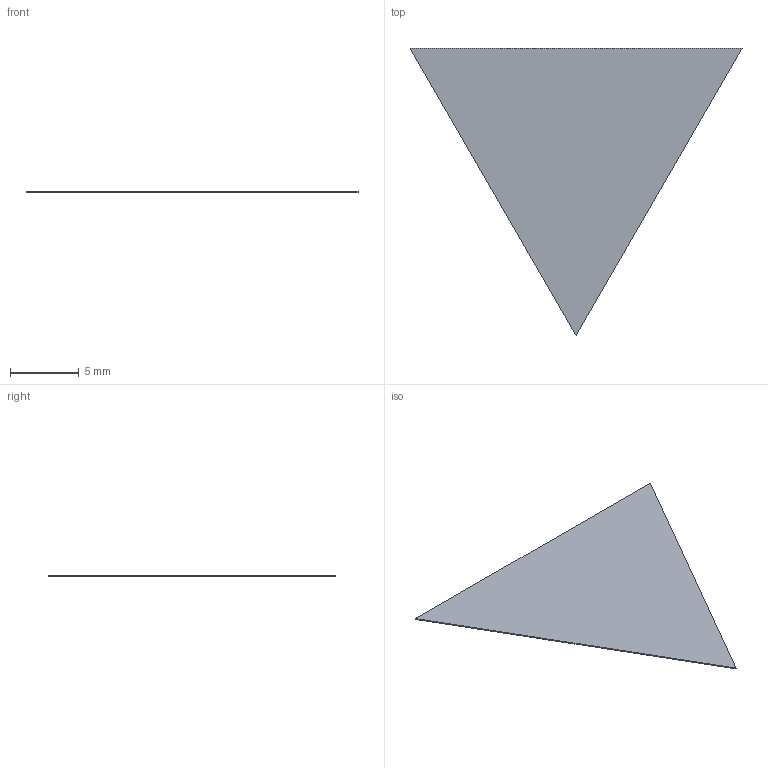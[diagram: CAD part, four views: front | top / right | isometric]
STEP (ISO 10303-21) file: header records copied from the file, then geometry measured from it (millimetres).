
FILE_DESCRIPTION(/* description */ ('STEP AP242','CAx-IF Rec.Pracs.---Representation and Presentation of Product Manufacturing Information (PMI)---4.0---2014-10-13','CAx-IF Rec.Pracs.---3D Tessellated Geometry---0.4---2014-09-14','2;1'),/* implementation_level */ '2;1');
FILE_NAME(/* name */ '6892292bf3cca767a1a12ddb',/* time_stamp */ '2025-08-05T15:54:19Z',/* author */ (''),/* organization */ (''),/* preprocessor_version */ 'ST-DEVELOPER v20',/* originating_system */ 'ONSHAPE BY PTC INC, 1.201',/* authorisation */ ' ');
FILE_SCHEMA (('AP242_MANAGED_MODEL_BASED_3D_ENGINEERING_MIM_LF { 1 0 10303 442 1 1 4 }'));
Length unit declared in the file: metre
Products named in the file (2): Assembly 1; Part 2
Assembly tree (1 placements, depth 2):
  Assembly 1
    Part 2
Bounding box: 24.22 x 20.98 x 0.08 mm (x, y, z)
Volume: 19.4 mm3; surface area: 513.6 mm2
Topology: 1 solids, 1 shells, 5 faces, 9 edges, 6 vertices
Faces by surface type: plane 5
Entity records: 164 total; most frequent: DIRECTION 23, CARTESIAN_POINT 22, ORIENTED_EDGE 18, EDGE_CURVE 9, LINE 9, VECTOR 9, AXIS2_PLACEMENT_3D 7, VERTEX_POINT 6
